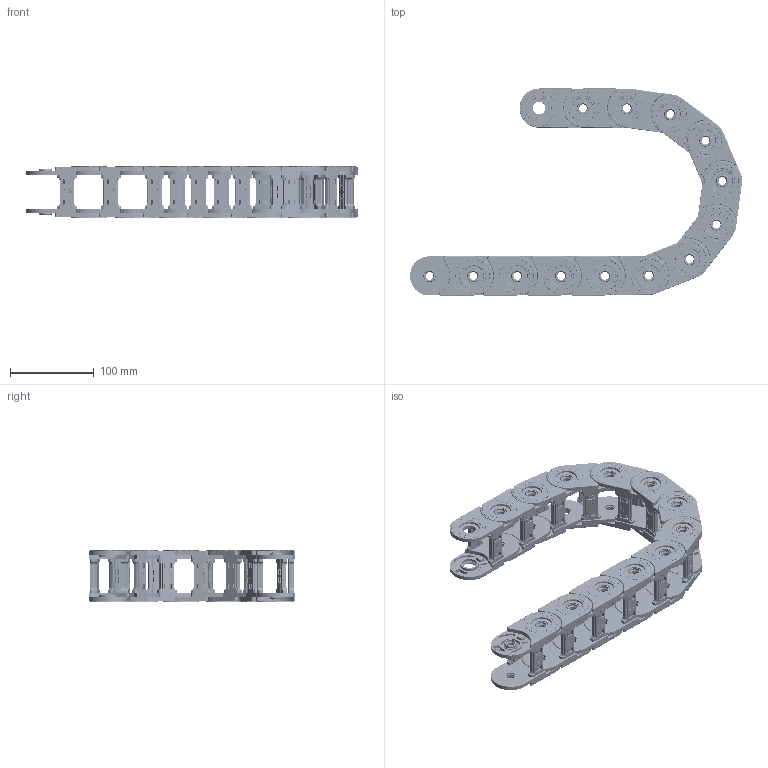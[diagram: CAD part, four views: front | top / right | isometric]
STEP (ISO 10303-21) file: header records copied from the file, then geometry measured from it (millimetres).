
FILE_DESCRIPTION (( 'STEP AP214' ), '1' );
FILE_NAME ('CK30-A040-R100.STEP', '2019-09-16T10:13:55', ( '' ), ( '' ), 'SwSTEP 2.0', 'SolidWorks 2017', '' );
FILE_SCHEMA (( 'AUTOMOTIVE_DESIGN' ));
Length unit declared in the file: millimetre
Products named in the file (2): CK30-A040-R100; CK30-A40_1
Assembly tree (13 placements, depth 2):
  CK30-A040-R100
    CK30-A40_1  x13
Bounding box: 395.82 x 246.7 x 61.25 mm (x, y, z)
Volume: 607135 mm3; surface area: 412963.7 mm2
Topology: 52 solids, 52 shells, 13494 faces, 36101 edges, 23283 vertices
Faces by surface type: plane 5642, cylinder 4082, bspline 3510, cone 260
Entity records: 54349 total; most frequent: CARTESIAN_POINT 31089, ORIENTED_EDGE 5510, DIRECTION 3683, EDGE_CURVE 2755, VERTEX_POINT 1791, LINE 1445, VECTOR 1445, EDGE_LOOP 1120
